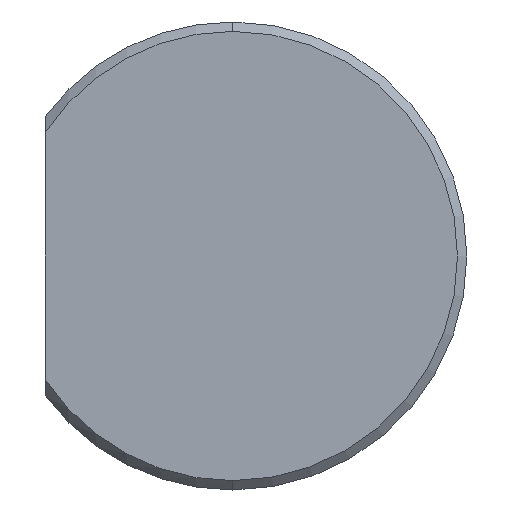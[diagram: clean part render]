
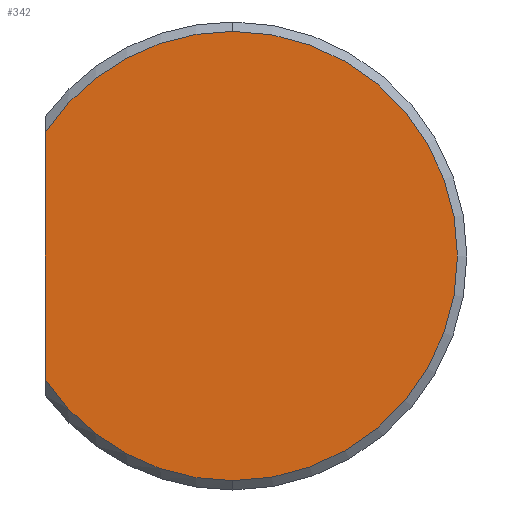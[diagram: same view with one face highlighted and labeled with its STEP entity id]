
A CAD part, front view. The second image highlights one B-rep face of the part: STEP entity #342.
In plain terms, the highlighted planar face has unit normal (0, -1, 0).
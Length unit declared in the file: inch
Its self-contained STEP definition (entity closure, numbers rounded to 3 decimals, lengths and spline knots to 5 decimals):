
#2 = CARTESIAN_POINT ( 'NONE',  ( 0., 0., 0. ) ) ;
#25 = VERTEX_POINT ( 'NONE', #217 ) ;
#26 = EDGE_CURVE ( 'NONE', #400, #25, #305, .T. ) ;
#37 = DIRECTION ( 'NONE',  ( 0., 0., 1. ) ) ;
#54 = DIRECTION ( 'NONE',  ( 0., -1., 0. ) ) ;
#56 = EDGE_CURVE ( 'NONE', #25, #265, #123, .T. ) ;
#70 = DIRECTION ( 'NONE',  ( 0., 0., 1. ) ) ;
#88 = EDGE_CURVE ( 'NONE', #124, #265, #106, .T. ) ;
#96 = CIRCLE ( 'NONE', #156, 0.11985 ) ;
#103 = EDGE_CURVE ( 'NONE', #124, #400, #96, .T. ) ;
#106 = LINE ( 'NONE', #135, #177 ) ;
#110 = ORIENTED_EDGE ( 'NONE', *, *, #103, .T. ) ;
#123 = CIRCLE ( 'NONE', #235, 0.11985 ) ;
#124 = VERTEX_POINT ( 'NONE', #397 ) ;
#129 = FACE_OUTER_BOUND ( 'NONE', #261, .T. ) ;
#132 = PLANE ( 'NONE',  #358 ) ;
#135 = CARTESIAN_POINT ( 'NONE',  ( -0.10015, 0., -0.07455 ) ) ;
#144 = CARTESIAN_POINT ( 'NONE',  ( 0., 0., 0. ) ) ;
#156 = AXIS2_PLACEMENT_3D ( 'NONE', #144, #364, #170 ) ;
#170 = DIRECTION ( 'NONE',  ( 0., 0., 1. ) ) ;
#177 = VECTOR ( 'NONE', #391, 39.37008 ) ;
#191 = ORIENTED_EDGE ( 'NONE', *, *, #26, .T. ) ;
#217 = CARTESIAN_POINT ( 'NONE',  ( 0., 0., 0.11985 ) ) ;
#222 = CARTESIAN_POINT ( 'NONE',  ( -0.10015, 0., 0.06583 ) ) ;
#229 = DIRECTION ( 'NONE',  ( 0., 1., 0. ) ) ;
#235 = AXIS2_PLACEMENT_3D ( 'NONE', #298, #393, #70 ) ;
#240 = ORIENTED_EDGE ( 'NONE', *, *, #56, .T. ) ;
#244 = DIRECTION ( 'NONE',  ( 0., 0., 1. ) ) ;
#259 = CARTESIAN_POINT ( 'NONE',  ( 0., 0., -0.11985 ) ) ;
#261 = EDGE_LOOP ( 'NONE', ( #318, #110, #191, #240 ) ) ;
#265 = VERTEX_POINT ( 'NONE', #222 ) ;
#295 = AXIS2_PLACEMENT_3D ( 'NONE', #361, #54, #244 ) ;
#298 = CARTESIAN_POINT ( 'NONE',  ( 0., 0., 0. ) ) ;
#305 = CIRCLE ( 'NONE', #295, 0.11985 ) ;
#318 = ORIENTED_EDGE ( 'NONE', *, *, #88, .F. ) ;
#342 = ADVANCED_FACE ( 'NONE', ( #129 ), #132, .F. ) ;
#358 = AXIS2_PLACEMENT_3D ( 'NONE', #2, #229, #37 ) ;
#361 = CARTESIAN_POINT ( 'NONE',  ( 0., 0., 0. ) ) ;
#364 = DIRECTION ( 'NONE',  ( 0., -1., 0. ) ) ;
#391 = DIRECTION ( 'NONE',  ( 0., 0., 1. ) ) ;
#393 = DIRECTION ( 'NONE',  ( 0., -1., 0. ) ) ;
#397 = CARTESIAN_POINT ( 'NONE',  ( -0.10015, 0., -0.06583 ) ) ;
#400 = VERTEX_POINT ( 'NONE', #259 ) ;
